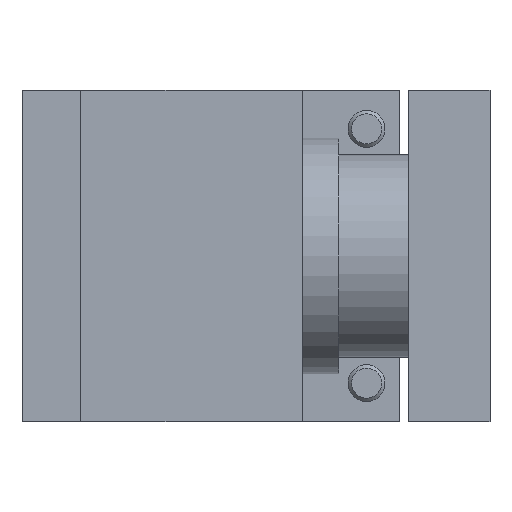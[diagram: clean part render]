
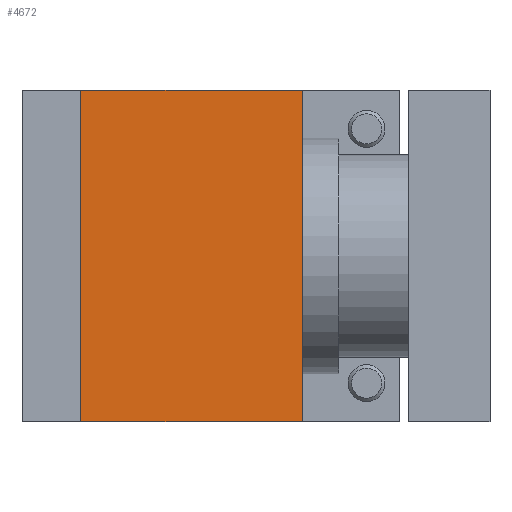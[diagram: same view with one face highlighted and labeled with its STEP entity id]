
A CAD part, left-side view. The second image highlights one B-rep face of the part: STEP entity #4672.
In plain terms, the highlighted face is planar.
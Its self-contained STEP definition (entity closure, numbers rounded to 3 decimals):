
#4471=CARTESIAN_POINT('',(171.0,76.0,-45.0));
#4472=VERTEX_POINT('',#4471);
#4479=CARTESIAN_POINT('',(171.0,16.0,-45.0));
#4480=VERTEX_POINT('',#4479);
#4481=CARTESIAN_POINT('',(171.0,16.0,-45.0));
#4482=DIRECTION('',(0.0,1.0,0.0));
#4483=VECTOR('',#4482,60.0);
#4484=LINE('',#4481,#4483);
#4485=EDGE_CURVE('',#4480,#4472,#4484,.T.);
#4627=CARTESIAN_POINT('',(171.0,76.0,45.0));
#4628=VERTEX_POINT('',#4627);
#4635=CARTESIAN_POINT('',(171.0,76.0,-45.0));
#4636=DIRECTION('',(0.0,0.0,1.0));
#4637=VECTOR('',#4636,90.0);
#4638=LINE('',#4635,#4637);
#4639=EDGE_CURVE('',#4472,#4628,#4638,.T.);
#4649=CARTESIAN_POINT('',(171.0,76.0,0.0));
#4650=DIRECTION('',(1.0,0.0,0.0));
#4651=DIRECTION('',(0.0,0.0,-1.0));
#4652=AXIS2_PLACEMENT_3D('',#4649,#4650,#4651);
#4653=PLANE('',#4652);
#4654=CARTESIAN_POINT('',(171.0,16.0,45.0));
#4655=VERTEX_POINT('',#4654);
#4656=CARTESIAN_POINT('',(171.0,76.0,45.0));
#4657=DIRECTION('',(0.0,-1.0,0.0));
#4658=VECTOR('',#4657,60.0);
#4659=LINE('',#4656,#4658);
#4660=EDGE_CURVE('',#4628,#4655,#4659,.T.);
#4661=ORIENTED_EDGE('',*,*,#4660,.T.);
#4662=CARTESIAN_POINT('',(171.0,16.0,-45.0));
#4663=DIRECTION('',(0.0,0.0,1.0));
#4664=VECTOR('',#4663,90.0);
#4665=LINE('',#4662,#4664);
#4666=EDGE_CURVE('',#4480,#4655,#4665,.T.);
#4667=ORIENTED_EDGE('',*,*,#4666,.F.);
#4668=ORIENTED_EDGE('',*,*,#4485,.T.);
#4669=ORIENTED_EDGE('',*,*,#4639,.T.);
#4670=EDGE_LOOP('',(#4661,#4667,#4668,#4669));
#4671=FACE_OUTER_BOUND('',#4670,.T.);
#4672=ADVANCED_FACE('',(#4671),#4653,.T.);
